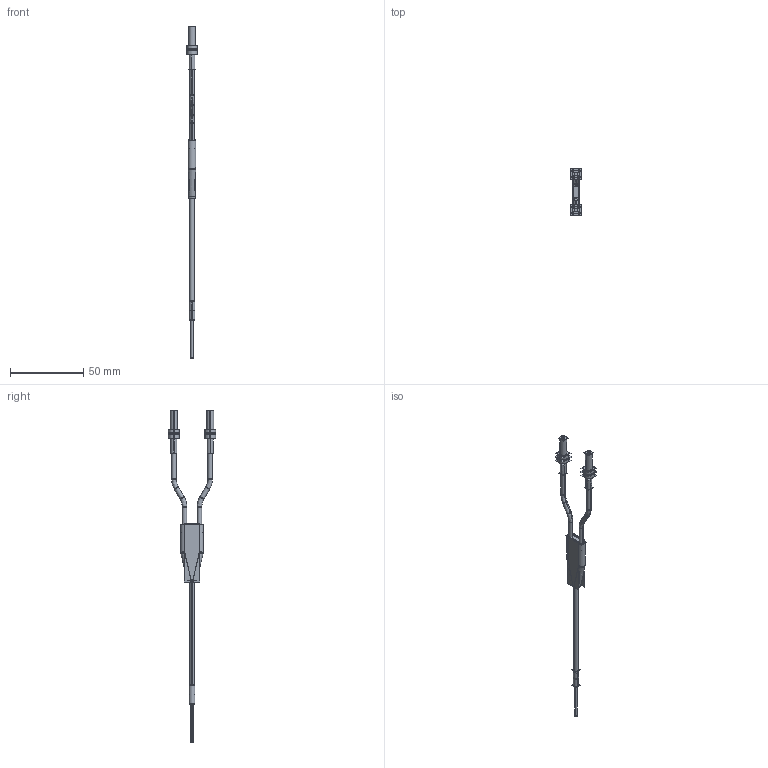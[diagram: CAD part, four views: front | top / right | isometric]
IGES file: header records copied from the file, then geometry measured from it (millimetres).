
Start section:  PTC IGES file: 193319.igs
Global section: file name: 193319.igs; native system: Creo Parametric by Parametric Technology Corporation; preprocessor: 2013230; author: pdmadmin; organization: Unknown; date: 20160210.100103; units: millimetre
Bounding box: 7.66 x 32.46 x 226.11 mm (x, y, z)
Volume: 3908.2 mm3; surface area: 24750.8 mm2
Topology: 8 solids, 8 shells, 208 faces, 972 edges, 1238 vertices
Faces by surface type: revolution 132, bspline 76
